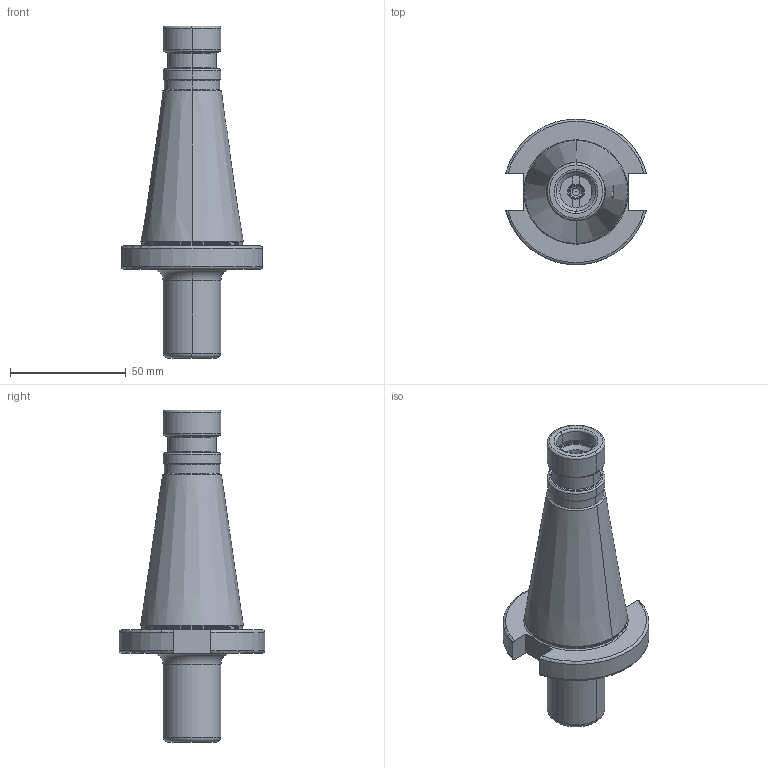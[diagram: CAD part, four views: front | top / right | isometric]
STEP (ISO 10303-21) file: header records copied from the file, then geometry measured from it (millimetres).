
FILE_DESCRIPTION((''),'2;1');
FILE_NAME('401_08_01','2020-09-03T',('103090'),(''),'CREO PARAMETRIC BY PTC INC, 2016260','CREO PARAMETRIC BY PTC INC, 2016260','');
FILE_SCHEMA(('CONFIG_CONTROL_DESIGN'));
Length unit declared in the file: millimetre
Products named in the file (1): 401_08_01
Bounding box: 60.91 x 62.76 x 143.4 mm (x, y, z)
Volume: 114121.5 mm3; surface area: 23791.5 mm2
Topology: 1 solids, 1 shells, 142 faces, 328 edges, 196 vertices
Faces by surface type: plane 43, cone 36, cylinder 33, torus 30
Entity records: 4280 total; most frequent: CARTESIAN_POINT 971, DIRECTION 734, ORIENTED_EDGE 656, EDGE_CURVE 328, AXIS2_PLACEMENT_3D 305, VERTEX_POINT 196, CIRCLE 160, EDGE_LOOP 154
